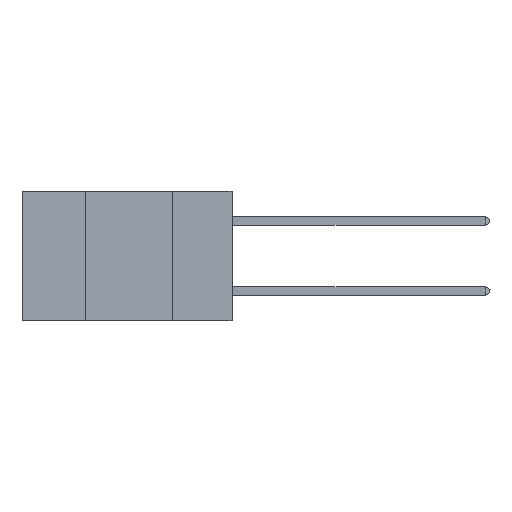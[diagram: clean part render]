
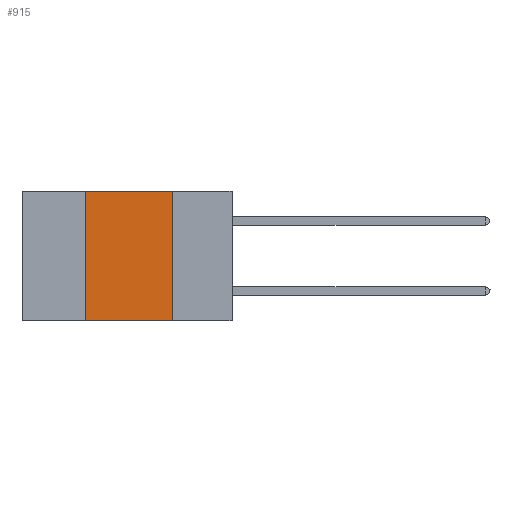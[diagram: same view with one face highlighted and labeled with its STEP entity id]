
A CAD part, left-side view. The second image highlights one B-rep face of the part: STEP entity #915.
In plain terms, the highlighted planar face has unit normal (-1, 0, 0).
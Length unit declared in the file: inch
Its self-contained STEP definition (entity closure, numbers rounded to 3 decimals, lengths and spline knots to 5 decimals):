
#915 = ADVANCED_FACE ( 'NONE', ( #9421 ), #11149, .F. ) ;
#1509 = LINE ( 'NONE', #16990, #11782 ) ;
#1554 = DIRECTION ( 'NONE',  ( 0., -1., 0. ) ) ;
#1809 = LINE ( 'NONE', #1992, #4998 ) ;
#1952 = CARTESIAN_POINT ( 'NONE',  ( 0., 0.17, 0. ) ) ;
#1992 = CARTESIAN_POINT ( 'NONE',  ( 0., 0.42, 0. ) ) ;
#2023 = DIRECTION ( 'NONE',  ( 1., 0., 0. ) ) ;
#2819 = CARTESIAN_POINT ( 'NONE',  ( 0., 0.6, -0.37 ) ) ;
#3993 = LINE ( 'NONE', #2819, #11077 ) ;
#4998 = VECTOR ( 'NONE', #11361, 39.37008 ) ;
#6133 = VERTEX_POINT ( 'NONE', #7343 ) ;
#6183 = DIRECTION ( 'NONE',  ( 0., 0., -1. ) ) ;
#6460 = EDGE_CURVE ( 'NONE', #14721, #6133, #3993, .T. ) ;
#7127 = ORIENTED_EDGE ( 'NONE', *, *, #15186, .F. ) ;
#7283 = VECTOR ( 'NONE', #6183, 39.37008 ) ;
#7343 = CARTESIAN_POINT ( 'NONE',  ( 0., 0.17, -0.37 ) ) ;
#7351 = EDGE_CURVE ( 'NONE', #7461, #6133, #12714, .T. ) ;
#7382 = ORIENTED_EDGE ( 'NONE', *, *, #7351, .F. ) ;
#7461 = VERTEX_POINT ( 'NONE', #1952 ) ;
#8249 = VERTEX_POINT ( 'NONE', #13270 ) ;
#8303 = CARTESIAN_POINT ( 'NONE',  ( 0., 0.17, 0. ) ) ;
#9421 = FACE_OUTER_BOUND ( 'NONE', #12604, .T. ) ;
#9736 = EDGE_CURVE ( 'NONE', #8249, #7461, #1509, .T. ) ;
#10572 = ORIENTED_EDGE ( 'NONE', *, *, #9736, .F. ) ;
#10667 = CARTESIAN_POINT ( 'NONE',  ( 0., 0.42, -0.37 ) ) ;
#11077 = VECTOR ( 'NONE', #1554, 39.37008 ) ;
#11107 = AXIS2_PLACEMENT_3D ( 'NONE', #16552, #2023, #15379 ) ;
#11149 = PLANE ( 'NONE',  #11107 ) ;
#11361 = DIRECTION ( 'NONE',  ( 0., 0., 1. ) ) ;
#11437 = ORIENTED_EDGE ( 'NONE', *, *, #6460, .T. ) ;
#11782 = VECTOR ( 'NONE', #14231, 39.37008 ) ;
#12604 = EDGE_LOOP ( 'NONE', ( #7382, #10572, #7127, #11437 ) ) ;
#12714 = LINE ( 'NONE', #8303, #7283 ) ;
#13270 = CARTESIAN_POINT ( 'NONE',  ( 0., 0.42, 0. ) ) ;
#14231 = DIRECTION ( 'NONE',  ( 0., -1., 0. ) ) ;
#14721 = VERTEX_POINT ( 'NONE', #10667 ) ;
#15186 = EDGE_CURVE ( 'NONE', #14721, #8249, #1809, .T. ) ;
#15379 = DIRECTION ( 'NONE',  ( 0., 0., -1. ) ) ;
#16552 = CARTESIAN_POINT ( 'NONE',  ( 0., 0.6, 0. ) ) ;
#16990 = CARTESIAN_POINT ( 'NONE',  ( 0., 0.6, 0. ) ) ;
